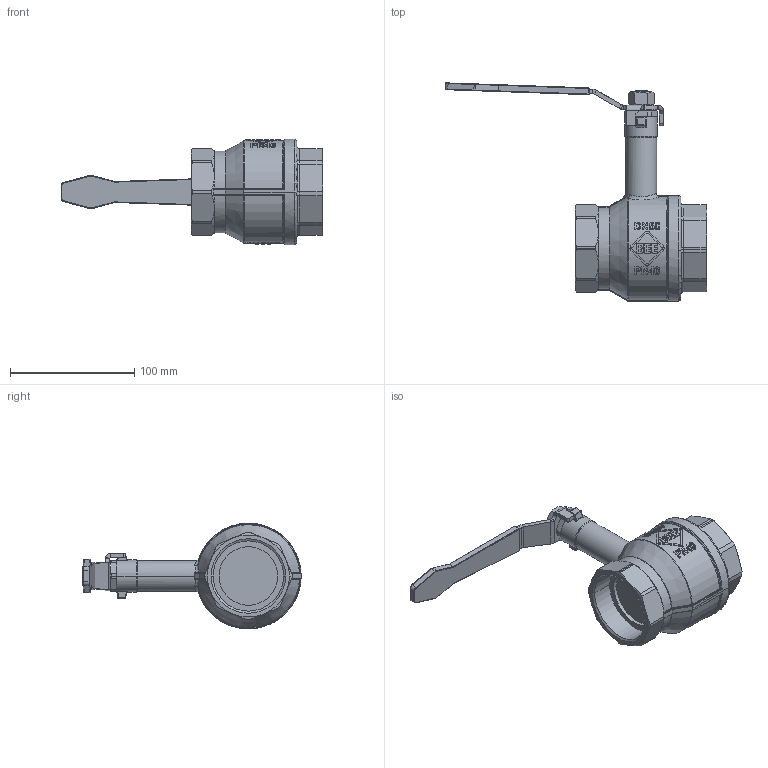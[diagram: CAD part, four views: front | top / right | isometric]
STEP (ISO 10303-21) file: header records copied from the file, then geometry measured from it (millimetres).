
FILE_DESCRIPTION(('STEP AP214'),'1');
FILE_NAME('valve_996-2.stp','2018-03-30T08:10:20',('TraceParts'),('TraceParts S.A.'),'Spatial InterOp 3D',' ',' ');
FILE_SCHEMA(('automotive_design'));
Length unit declared in the file: millimetre
Products named in the file (1): valve_996-2
Bounding box: 210.9 x 175.8 x 85 mm (x, y, z)
Volume: 427873 mm3; surface area: 59044.8 mm2
Topology: 1 solids, 1 shells, 1268 faces, 3313 edges, 2092 vertices
Faces by surface type: plane 473, bspline 351, cylinder 288, cone 69, torus 65, sphere 22
Entity records: 55838 total; most frequent: CARTESIAN_POINT 16772, ORIENTED_EDGE 6558, DIRECTION 5176, EDGE_CURVE 3279, VERTEX_POINT 2092, AXIS2_PLACEMENT_3D 1816, LINE 1544, VECTOR 1544
